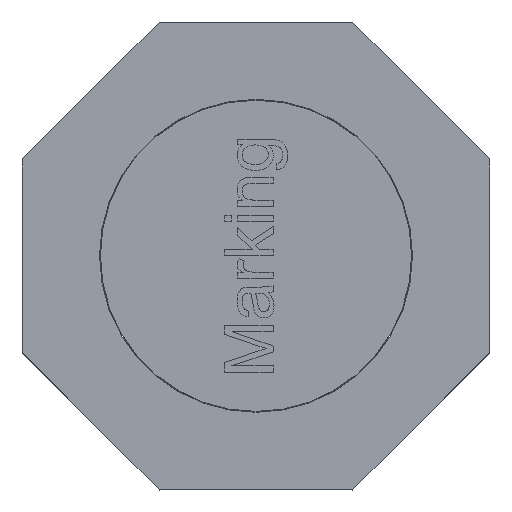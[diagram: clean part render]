
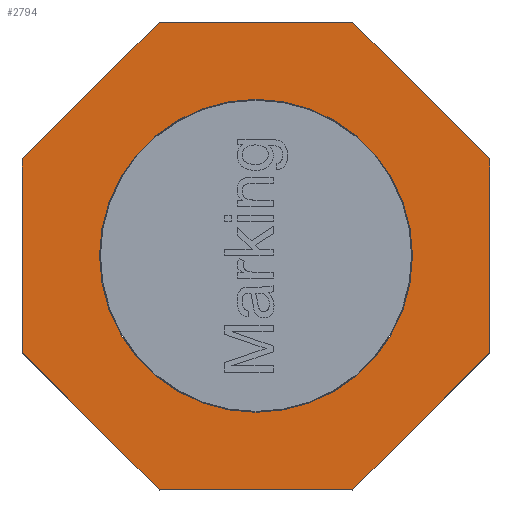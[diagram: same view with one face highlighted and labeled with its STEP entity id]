
A CAD part, top view. The second image highlights one B-rep face of the part: STEP entity #2794.
In plain terms, the highlighted face is planar.
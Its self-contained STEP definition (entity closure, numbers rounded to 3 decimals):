
#38=LINE('',#4056,#252);
#39=LINE('',#4058,#253);
#45=LINE('',#4069,#259);
#46=LINE('',#4071,#260);
#51=LINE('',#4081,#265);
#52=LINE('',#4083,#266);
#58=LINE('',#4094,#272);
#59=LINE('',#4096,#273);
#252=VECTOR('',#3057,1000.);
#253=VECTOR('',#3060,1000.);
#259=VECTOR('',#3068,1000.);
#260=VECTOR('',#3071,1000.);
#265=VECTOR('',#3078,1000.);
#266=VECTOR('',#3081,1000.);
#272=VECTOR('',#3089,1000.);
#273=VECTOR('',#3092,1000.);
#464=CIRCLE('',#2907,0.93);
#493=PLANE('',#2922);
#636=ORIENTED_EDGE('',*,*,#1161,.F.);
#637=ORIENTED_EDGE('',*,*,#1155,.F.);
#638=ORIENTED_EDGE('',*,*,#1154,.F.);
#639=ORIENTED_EDGE('',*,*,#1149,.F.);
#640=ORIENTED_EDGE('',*,*,#1148,.F.);
#641=ORIENTED_EDGE('',*,*,#1142,.F.);
#642=ORIENTED_EDGE('',*,*,#1141,.F.);
#643=ORIENTED_EDGE('',*,*,#1162,.F.);
#644=ORIENTED_EDGE('',*,*,#1122,.F.);
#1122=EDGE_CURVE('',#1395,#1395,#464,.T.);
#1141=EDGE_CURVE('',#1411,#1408,#38,.T.);
#1142=EDGE_CURVE('',#1408,#1412,#39,.T.);
#1148=EDGE_CURVE('',#1412,#1414,#45,.T.);
#1149=EDGE_CURVE('',#1414,#1416,#46,.T.);
#1154=EDGE_CURVE('',#1416,#1417,#51,.T.);
#1155=EDGE_CURVE('',#1417,#1420,#52,.T.);
#1161=EDGE_CURVE('',#1420,#1422,#58,.T.);
#1162=EDGE_CURVE('',#1422,#1411,#59,.T.);
#1395=VERTEX_POINT('',#4018);
#1408=VERTEX_POINT('',#4049);
#1411=VERTEX_POINT('',#4055);
#1412=VERTEX_POINT('',#4059);
#1414=VERTEX_POINT('',#4065);
#1416=VERTEX_POINT('',#4072);
#1417=VERTEX_POINT('',#4076);
#1420=VERTEX_POINT('',#4084);
#1422=VERTEX_POINT('',#4090);
#1642=EDGE_LOOP('',(#636,#637,#638,#639,#640,#641,#642,#643));
#1643=EDGE_LOOP('',(#644));
#1793=FACE_BOUND('',#1642,.T.);
#1794=FACE_BOUND('',#1643,.T.);
#2794=ADVANCED_FACE('',(#1793,#1794),#493,.T.);
#2907=AXIS2_PLACEMENT_3D('',#4017,#3027,#3028);
#2922=AXIS2_PLACEMENT_3D('',#4097,#3093,#3094);
#3027=DIRECTION('',(0.,0.,-1.));
#3028=DIRECTION('',(1.,0.,0.));
#3057=DIRECTION('',(0.707,-0.707,0.));
#3060=DIRECTION('',(1.,0.,0.));
#3068=DIRECTION('',(0.707,0.707,0.));
#3071=DIRECTION('',(0.,1.,0.));
#3078=DIRECTION('',(-0.707,0.707,0.));
#3081=DIRECTION('',(-1.,0.,0.));
#3089=DIRECTION('',(-0.707,-0.707,0.));
#3092=DIRECTION('',(0.,-1.,0.));
#3093=DIRECTION('',(0.,0.,-1.));
#3094=DIRECTION('',(-1.,0.,0.));
#4017=CARTESIAN_POINT('',(0.,0.,-0.96));
#4018=CARTESIAN_POINT('',(0.93,0.,-0.96));
#4049=CARTESIAN_POINT('',(-0.576,-1.39,-0.96));
#4055=CARTESIAN_POINT('',(-1.39,-0.576,-0.96));
#4056=CARTESIAN_POINT('',(-0.576,-1.39,-0.96));
#4058=CARTESIAN_POINT('',(-0.576,-1.39,-0.96));
#4059=CARTESIAN_POINT('',(0.576,-1.39,-0.96));
#4065=CARTESIAN_POINT('',(1.39,-0.576,-0.96));
#4069=CARTESIAN_POINT('',(0.576,-1.39,-0.96));
#4071=CARTESIAN_POINT('',(1.39,-0.576,-0.96));
#4072=CARTESIAN_POINT('',(1.39,0.576,-0.96));
#4076=CARTESIAN_POINT('',(0.576,1.39,-0.96));
#4081=CARTESIAN_POINT('',(0.576,1.39,-0.96));
#4083=CARTESIAN_POINT('',(0.576,1.39,-0.96));
#4084=CARTESIAN_POINT('',(-0.576,1.39,-0.96));
#4090=CARTESIAN_POINT('',(-1.39,0.576,-0.96));
#4094=CARTESIAN_POINT('',(-0.576,1.39,-0.96));
#4096=CARTESIAN_POINT('',(-1.39,0.576,-0.96));
#4097=CARTESIAN_POINT('',(-1.966,0.,-0.96));
